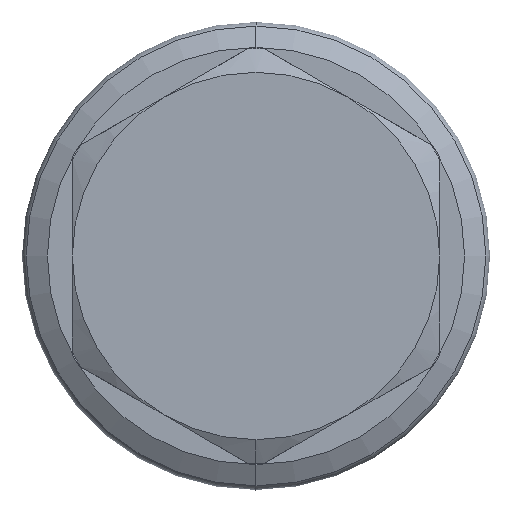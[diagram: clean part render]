
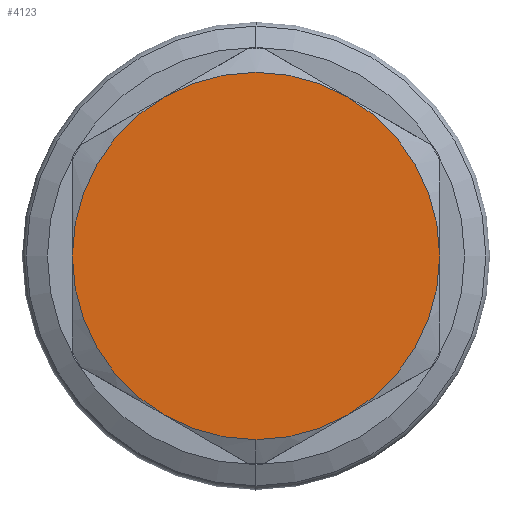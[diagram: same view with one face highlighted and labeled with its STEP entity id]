
A CAD part, left-side view. The second image highlights one B-rep face of the part: STEP entity #4123.
In plain terms, the highlighted planar face has unit normal (-1, 0, 0).
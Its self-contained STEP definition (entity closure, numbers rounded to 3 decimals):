
#49 = AXIS2_PLACEMENT_3D ( 'NONE', #1891, #1840, #1793 ) ;
#330 = CARTESIAN_POINT ( 'NONE',  ( 0., 0., 0. ) ) ;
#375 = DIRECTION ( 'NONE',  ( 0., 0., 1. ) ) ;
#393 = DIRECTION ( 'NONE',  ( -1., 0., 0. ) ) ;
#441 = CARTESIAN_POINT ( 'NONE',  ( 0., -7.925, -13.727 ) ) ;
#521 = DIRECTION ( 'NONE',  ( 0., 0., 1. ) ) ;
#524 = DIRECTION ( 'NONE',  ( -1., 0., 0. ) ) ;
#553 = CARTESIAN_POINT ( 'NONE',  ( 0., 0., 0. ) ) ;
#751 = CIRCLE ( 'NONE', #1699, 15.85 ) ;
#776 = CIRCLE ( 'NONE', #1704, 15.85 ) ;
#829 = FACE_OUTER_BOUND ( 'NONE', #2946, .T. ) ;
#1014 = CIRCLE ( 'NONE', #1709, 15.85 ) ;
#1034 = VERTEX_POINT ( 'NONE', #3900 ) ;
#1134 = VERTEX_POINT ( 'NONE', #3794 ) ;
#1242 = VERTEX_POINT ( 'NONE', #3262 ) ;
#1259 = VERTEX_POINT ( 'NONE', #3261 ) ;
#1328 = EDGE_CURVE ( 'NONE', #2833, #3175, #5809, .T. ) ;
#1334 = EDGE_CURVE ( 'NONE', #1134, #1259, #5732, .T. ) ;
#1383 = EDGE_CURVE ( 'NONE', #1034, #1134, #5742, .T. ) ;
#1420 = EDGE_CURVE ( 'NONE', #1242, #1034, #5619, .T. ) ;
#1443 = EDGE_CURVE ( 'NONE', #1259, #2833, #751, .T. ) ;
#1587 = EDGE_CURVE ( 'NONE', #3175, #3145, #776, .T. ) ;
#1642 = EDGE_CURVE ( 'NONE', #3145, #1242, #1014, .T. ) ;
#1683 = AXIS2_PLACEMENT_3D ( 'NONE', #3278, #3275, #3696 ) ;
#1688 = AXIS2_PLACEMENT_3D ( 'NONE', #3471, #3441, #3483 ) ;
#1699 = AXIS2_PLACEMENT_3D ( 'NONE', #3651, #3650, #3649 ) ;
#1704 = AXIS2_PLACEMENT_3D ( 'NONE', #330, #393, #375 ) ;
#1709 = AXIS2_PLACEMENT_3D ( 'NONE', #553, #524, #521 ) ;
#1793 = DIRECTION ( 'NONE',  ( 0., 0., -1. ) ) ;
#1840 = DIRECTION ( 'NONE',  ( 1., 0., 0. ) ) ;
#1865 = PLANE ( 'NONE',  #49 ) ;
#1891 = CARTESIAN_POINT ( 'NONE',  ( 0., -15.85, -9.151 ) ) ;
#2202 = CARTESIAN_POINT ( 'NONE',  ( 0., -7.925, 13.727 ) ) ;
#2336 = CARTESIAN_POINT ( 'NONE',  ( 0., -15.85, 0. ) ) ;
#2833 = VERTEX_POINT ( 'NONE', #441 ) ;
#2946 = EDGE_LOOP ( 'NONE', ( #6377, #6446, #6478, #6372, #6457, #4937, #6395 ) ) ;
#3145 = VERTEX_POINT ( 'NONE', #2202 ) ;
#3175 = VERTEX_POINT ( 'NONE', #2336 ) ;
#3261 = CARTESIAN_POINT ( 'NONE',  ( 0., 0., -15.85 ) ) ;
#3262 = CARTESIAN_POINT ( 'NONE',  ( 0., 7.925, 13.727 ) ) ;
#3275 = DIRECTION ( 'NONE',  ( -1., 0., 0. ) ) ;
#3278 = CARTESIAN_POINT ( 'NONE',  ( 0., 0., 0. ) ) ;
#3441 = DIRECTION ( 'NONE',  ( -1., 0., 0. ) ) ;
#3471 = CARTESIAN_POINT ( 'NONE',  ( 0., 0., 0. ) ) ;
#3483 = DIRECTION ( 'NONE',  ( 0., 0., 1. ) ) ;
#3649 = DIRECTION ( 'NONE',  ( 0., 0., 1. ) ) ;
#3650 = DIRECTION ( 'NONE',  ( -1., 0., 0. ) ) ;
#3651 = CARTESIAN_POINT ( 'NONE',  ( 0., 0., 0. ) ) ;
#3696 = DIRECTION ( 'NONE',  ( 0., 0., 1. ) ) ;
#3746 = DIRECTION ( 'NONE',  ( 0., 0., 1. ) ) ;
#3794 = CARTESIAN_POINT ( 'NONE',  ( 0., 7.925, -13.727 ) ) ;
#3828 = CARTESIAN_POINT ( 'NONE',  ( 0., 0., 0. ) ) ;
#3900 = CARTESIAN_POINT ( 'NONE',  ( 0., 15.85, 0. ) ) ;
#3928 = DIRECTION ( 'NONE',  ( -1., 0., 0. ) ) ;
#3935 = DIRECTION ( 'NONE',  ( 0., 0., 1. ) ) ;
#3938 = CARTESIAN_POINT ( 'NONE',  ( 0., 0., 0. ) ) ;
#3949 = DIRECTION ( 'NONE',  ( -1., 0., 0. ) ) ;
#4021 = AXIS2_PLACEMENT_3D ( 'NONE', #3828, #3928, #3746 ) ;
#4039 = AXIS2_PLACEMENT_3D ( 'NONE', #3938, #3949, #3935 ) ;
#4123 = ADVANCED_FACE ( 'NONE', ( #829 ), #1865, .F. ) ;
#4937 = ORIENTED_EDGE ( 'NONE', *, *, #1642, .T. ) ;
#5619 = CIRCLE ( 'NONE', #1683, 15.85 ) ;
#5732 = CIRCLE ( 'NONE', #4021, 15.85 ) ;
#5742 = CIRCLE ( 'NONE', #1688, 15.85 ) ;
#5809 = CIRCLE ( 'NONE', #4039, 15.85 ) ;
#6372 = ORIENTED_EDGE ( 'NONE', *, *, #1328, .T. ) ;
#6377 = ORIENTED_EDGE ( 'NONE', *, *, #1383, .T. ) ;
#6395 = ORIENTED_EDGE ( 'NONE', *, *, #1420, .T. ) ;
#6446 = ORIENTED_EDGE ( 'NONE', *, *, #1334, .T. ) ;
#6457 = ORIENTED_EDGE ( 'NONE', *, *, #1587, .T. ) ;
#6478 = ORIENTED_EDGE ( 'NONE', *, *, #1443, .T. ) ;
